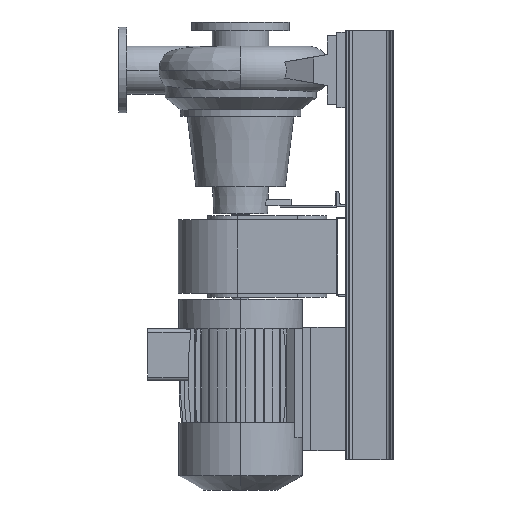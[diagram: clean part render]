
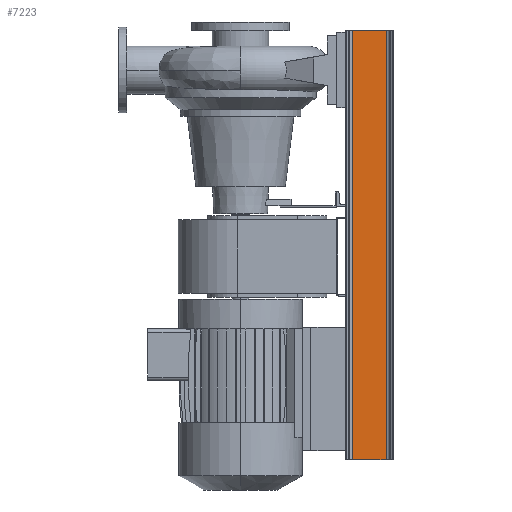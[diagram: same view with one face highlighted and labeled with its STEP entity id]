
A CAD part, left-side view. The second image highlights one B-rep face of the part: STEP entity #7223.
In plain terms, the highlighted face is planar.
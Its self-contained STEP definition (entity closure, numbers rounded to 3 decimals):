
#1306 = ORIENTED_EDGE ( 'NONE', *, *, #16519, .T. ) ;
#1788 = DIRECTION ( 'NONE',  ( 0., 1., 0. ) ) ;
#2434 = LINE ( 'NONE', #21665, #10138 ) ;
#2851 = EDGE_CURVE ( 'NONE', #14234, #23610, #11563, .T. ) ;
#3536 = CARTESIAN_POINT ( 'NONE',  ( 625., 118.922, -187. ) ) ;
#6051 = VERTEX_POINT ( 'NONE', #15780 ) ;
#6470 = FACE_OUTER_BOUND ( 'NONE', #21994, .T. ) ;
#6702 = AXIS2_PLACEMENT_3D ( 'NONE', #21486, #8340, #14027 ) ;
#6901 = LINE ( 'NONE', #3536, #19450 ) ;
#6930 = VERTEX_POINT ( 'NONE', #12694 ) ;
#7223 = ADVANCED_FACE ( 'NONE', ( #6470 ), #13907, .F. ) ;
#8340 = DIRECTION ( 'NONE',  ( 0., 0., 1. ) ) ;
#8406 = DIRECTION ( 'NONE',  ( 0., 1., 0. ) ) ;
#10138 = VECTOR ( 'NONE', #8406, 1000. ) ;
#10784 = EDGE_CURVE ( 'NONE', #6930, #14234, #6901, .T. ) ;
#11563 = LINE ( 'NONE', #19145, #20761 ) ;
#12694 = CARTESIAN_POINT ( 'NONE',  ( 625., 21.078, -187. ) ) ;
#12993 = VECTOR ( 'NONE', #24020, 1000. ) ;
#13907 = PLANE ( 'NONE',  #6702 ) ;
#14027 = DIRECTION ( 'NONE',  ( 1., 0., 0. ) ) ;
#14234 = VERTEX_POINT ( 'NONE', #18378 ) ;
#15780 = CARTESIAN_POINT ( 'NONE',  ( -625., 21.078, -187. ) ) ;
#16519 = EDGE_CURVE ( 'NONE', #6051, #23610, #2434, .T. ) ;
#17423 = DIRECTION ( 'NONE',  ( -1., 0., 0. ) ) ;
#18043 = ORIENTED_EDGE ( 'NONE', *, *, #10784, .F. ) ;
#18378 = CARTESIAN_POINT ( 'NONE',  ( 625., 118.922, -187. ) ) ;
#18594 = CARTESIAN_POINT ( 'NONE',  ( 625., 21.078, -187. ) ) ;
#19145 = CARTESIAN_POINT ( 'NONE',  ( 625., 118.922, -187. ) ) ;
#19398 = CARTESIAN_POINT ( 'NONE',  ( -625., 118.922, -187. ) ) ;
#19450 = VECTOR ( 'NONE', #1788, 1000. ) ;
#20372 = EDGE_CURVE ( 'NONE', #6930, #6051, #20801, .T. ) ;
#20761 = VECTOR ( 'NONE', #17423, 1000. ) ;
#20801 = LINE ( 'NONE', #18594, #12993 ) ;
#21486 = CARTESIAN_POINT ( 'NONE',  ( 625., 118.922, -187. ) ) ;
#21665 = CARTESIAN_POINT ( 'NONE',  ( -625., 118.922, -187. ) ) ;
#21994 = EDGE_LOOP ( 'NONE', ( #1306, #23238, #18043, #23965 ) ) ;
#23238 = ORIENTED_EDGE ( 'NONE', *, *, #2851, .F. ) ;
#23610 = VERTEX_POINT ( 'NONE', #19398 ) ;
#23965 = ORIENTED_EDGE ( 'NONE', *, *, #20372, .T. ) ;
#24020 = DIRECTION ( 'NONE',  ( -1., 0., 0. ) ) ;
